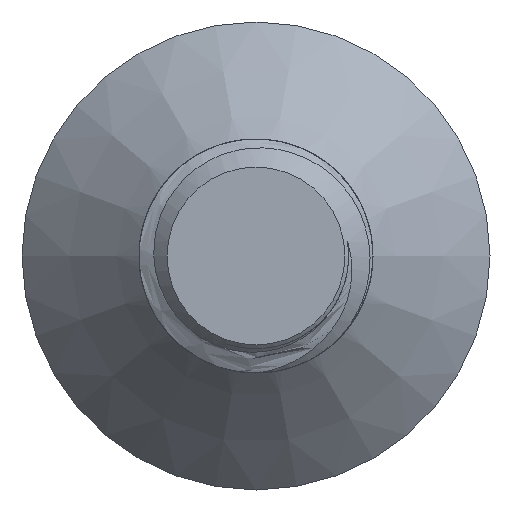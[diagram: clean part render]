
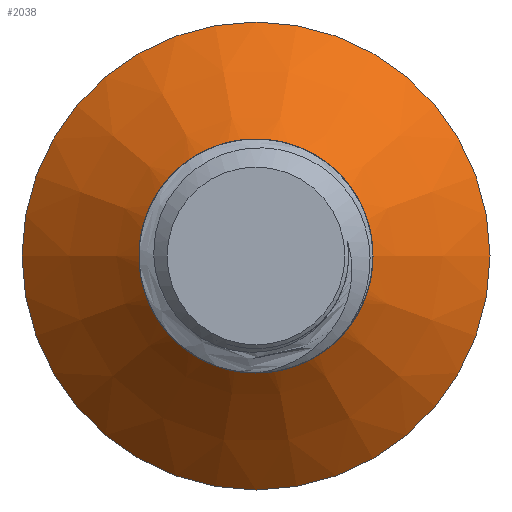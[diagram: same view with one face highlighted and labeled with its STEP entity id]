
A CAD part, left-side view. The second image highlights one B-rep face of the part: STEP entity #2038.
In plain terms, the highlighted conical face has half-angle 45 degrees and reference radius 2.5 mm.
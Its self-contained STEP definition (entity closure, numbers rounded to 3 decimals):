
#38=CONICAL_SURFACE('',#2169,2.5,0.785);
#137=FACE_OUTER_BOUND('',#250,.T.);
#250=EDGE_LOOP('',(#1583,#1584,#1585,#1586,#1587,#1588,#1589,#1590));
#272=CIRCLE('',#2075,2.5);
#275=CIRCLE('',#2170,5.);
#276=CIRCLE('',#2171,1.98);
#468=B_SPLINE_CURVE_WITH_KNOTS('',3,(#9476,#9477,#9478,#9479,#9480,#9481,
#9482,#9483,#9484,#9485,#9486,#9487,#9488,#9489,#9490,#9491),
 .UNSPECIFIED.,.F.,.F.,(4,2,2,2,2,2,2,4),(1.169,1.283,
1.48,1.697,1.939,2.208,2.413,
2.573),.UNSPECIFIED.);
#469=B_SPLINE_CURVE_WITH_KNOTS('',3,(#9493,#9494,#9495,#9496,#9497,#9498,
#9499,#9500,#9501,#9502,#9503,#9504,#9505,#9506),.UNSPECIFIED.,.F.,.F.,
(4,2,2,2,2,2,4),(0.,0.034,0.058,0.103,
0.166,0.213,0.261),.UNSPECIFIED.);
#470=B_SPLINE_CURVE_WITH_KNOTS('',3,(#9509,#9510,#9511,#9512,#9513,#9514,
#9515,#9516,#9517,#9518,#9519,#9520,#9521,#9522,#9523,#9524,#9525,#9526,
#9527,#9528,#9529,#9530,#9531,#9532,#9533,#9534),.UNSPECIFIED.,.F.,.F.,
(4,2,2,2,2,2,2,2,2,2,2,2,4),(0.,0.046,0.09,
0.167,0.254,0.342,0.443,
0.548,0.668,0.8,0.945,
1.105,1.169),.UNSPECIFIED.);
#569=LINE('',#9475,#675);
#675=VECTOR('',#2488,2.5);
#692=VERTEX_POINT('',#2565);
#693=VERTEX_POINT('',#2602);
#879=VERTEX_POINT('',#9472);
#880=VERTEX_POINT('',#9474);
#881=VERTEX_POINT('',#9492);
#882=VERTEX_POINT('',#9507);
#900=EDGE_CURVE('',#693,#692,#272,.T.);
#1176=EDGE_CURVE('',#879,#879,#275,.T.);
#1177=EDGE_CURVE('',#879,#880,#569,.T.);
#1178=EDGE_CURVE('',#880,#693,#468,.T.);
#1179=EDGE_CURVE('',#692,#881,#469,.T.);
#1180=EDGE_CURVE('',#881,#882,#276,.T.);
#1181=EDGE_CURVE('',#882,#880,#470,.T.);
#1583=ORIENTED_EDGE('',*,*,#1176,.F.);
#1584=ORIENTED_EDGE('',*,*,#1177,.T.);
#1585=ORIENTED_EDGE('',*,*,#1178,.T.);
#1586=ORIENTED_EDGE('',*,*,#900,.T.);
#1587=ORIENTED_EDGE('',*,*,#1179,.T.);
#1588=ORIENTED_EDGE('',*,*,#1180,.T.);
#1589=ORIENTED_EDGE('',*,*,#1181,.T.);
#1590=ORIENTED_EDGE('',*,*,#1177,.F.);
#2038=ADVANCED_FACE('',(#137),#38,.T.);
#2075=AXIS2_PLACEMENT_3D('',#2603,#2206,#2207);
#2169=AXIS2_PLACEMENT_3D('',#9471,#2484,#2485);
#2170=AXIS2_PLACEMENT_3D('',#9473,#2486,#2487);
#2171=AXIS2_PLACEMENT_3D('',#9508,#2489,#2490);
#2206=DIRECTION('center_axis',(0.,0.,1.));
#2207=DIRECTION('ref_axis',(0.,-1.,0.));
#2484=DIRECTION('center_axis',(0.,0.,1.));
#2485=DIRECTION('ref_axis',(0.,-1.,0.));
#2486=DIRECTION('center_axis',(0.,0.,1.));
#2487=DIRECTION('ref_axis',(0.,-1.,0.));
#2488=DIRECTION('',(0.,-0.707,-0.707));
#2489=DIRECTION('center_axis',(0.,0.,1.));
#2490=DIRECTION('ref_axis',(1.,0.,0.));
#2565=CARTESIAN_POINT('',(0.,-2.5,-2.8));
#2602=CARTESIAN_POINT('',(-1.768,-1.768,-2.8));
#2603=CARTESIAN_POINT('Origin',(0.,0.,-2.8));
#9471=CARTESIAN_POINT('Origin',(0.,0.,-2.8));
#9472=CARTESIAN_POINT('',(0.,5.,-0.3));
#9473=CARTESIAN_POINT('Origin',(0.,0.,-0.3));
#9474=CARTESIAN_POINT('',(0.,2.31,-2.99));
#9475=CARTESIAN_POINT('',(0.,2.5,-2.8));
#9476=CARTESIAN_POINT('Ctrl Pts',(0.,2.31,
-2.99));
#9477=CARTESIAN_POINT('Ctrl Pts',(-0.199,2.316,-2.984));
#9478=CARTESIAN_POINT('Ctrl Pts',(-0.388,2.297,-2.977));
#9479=CARTESIAN_POINT('Ctrl Pts',(-0.86,2.197,-2.96));
#9480=CARTESIAN_POINT('Ctrl Pts',(-1.144,2.076,-2.949));
#9481=CARTESIAN_POINT('Ctrl Pts',(-1.676,1.713,-2.927));
#9482=CARTESIAN_POINT('Ctrl Pts',(-1.89,1.478,-2.917));
#9483=CARTESIAN_POINT('Ctrl Pts',(-2.217,0.979,-2.897));
#9484=CARTESIAN_POINT('Ctrl Pts',(-2.336,0.686,-2.886));
#9485=CARTESIAN_POINT('Ctrl Pts',(-2.46,0.035,
-2.864));
#9486=CARTESIAN_POINT('Ctrl Pts',(-2.446,-0.29,
-2.854));
#9487=CARTESIAN_POINT('Ctrl Pts',(-2.342,-0.793,
-2.837));
#9488=CARTESIAN_POINT('Ctrl Pts',(-2.268,-1.004,-2.83));
#9489=CARTESIAN_POINT('Ctrl Pts',(-2.088,-1.356,-2.817));
#9490=CARTESIAN_POINT('Ctrl Pts',(-1.966,-1.557,-2.809));
#9491=CARTESIAN_POINT('Ctrl Pts',(-1.768,-1.768,-2.8));
#9492=CARTESIAN_POINT('',(-1.956,0.312,-3.32));
#9493=CARTESIAN_POINT('Ctrl Pts',(0.,-2.5,
-2.8));
#9494=CARTESIAN_POINT('Ctrl Pts',(-0.112,-2.487,
-2.813));
#9495=CARTESIAN_POINT('Ctrl Pts',(-0.318,-2.456,
-2.837));
#9496=CARTESIAN_POINT('Ctrl Pts',(-0.734,-2.3,
-2.892));
#9497=CARTESIAN_POINT('Ctrl Pts',(-0.896,-2.217,
-2.915));
#9498=CARTESIAN_POINT('Ctrl Pts',(-1.34,-1.92,-2.985));
#9499=CARTESIAN_POINT('Ctrl Pts',(-1.531,-1.699,-3.021));
#9500=CARTESIAN_POINT('Ctrl Pts',(-1.796,-1.333,-3.079));
#9501=CARTESIAN_POINT('Ctrl Pts',(-1.909,-1.094,-3.115));
#9502=CARTESIAN_POINT('Ctrl Pts',(-2.026,-0.653,
-3.18));
#9503=CARTESIAN_POINT('Ctrl Pts',(-2.05,-0.459,
-3.208));
#9504=CARTESIAN_POINT('Ctrl Pts',(-2.044,-0.064,
-3.264));
#9505=CARTESIAN_POINT('Ctrl Pts',(-2.015,0.127,-3.291));
#9506=CARTESIAN_POINT('Ctrl Pts',(-1.956,0.312,-3.32));
#9507=CARTESIAN_POINT('',(-1.603,-1.163,-3.32));
#9508=CARTESIAN_POINT('Origin',(0.,0.,-3.32));
#9509=CARTESIAN_POINT('Ctrl Pts',(-1.603,-1.163,-3.32));
#9510=CARTESIAN_POINT('Ctrl Pts',(-1.519,-1.289,-3.313));
#9511=CARTESIAN_POINT('Ctrl Pts',(-1.421,-1.405,-3.308));
#9512=CARTESIAN_POINT('Ctrl Pts',(-1.202,-1.61,-3.296));
#9513=CARTESIAN_POINT('Ctrl Pts',(-1.084,-1.7,-3.29));
#9514=CARTESIAN_POINT('Ctrl Pts',(-0.737,-1.905,
-3.273));
#9515=CARTESIAN_POINT('Ctrl Pts',(-0.496,-1.992,
-3.263));
#9516=CARTESIAN_POINT('Ctrl Pts',(0.039,-2.078,
-3.242));
#9517=CARTESIAN_POINT('Ctrl Pts',(0.317,-2.06,-3.232));
#9518=CARTESIAN_POINT('Ctrl Pts',(0.824,-1.937,-3.211));
#9519=CARTESIAN_POINT('Ctrl Pts',(1.066,-1.828,-3.201));
#9520=CARTESIAN_POINT('Ctrl Pts',(1.527,-1.502,-3.179));
#9521=CARTESIAN_POINT('Ctrl Pts',(1.717,-1.289,-3.169));
#9522=CARTESIAN_POINT('Ctrl Pts',(2.,-0.836,-3.149));
#9523=CARTESIAN_POINT('Ctrl Pts',(2.1,-0.581,-3.138));
#9524=CARTESIAN_POINT('Ctrl Pts',(2.206,-0.005,
-3.117));
#9525=CARTESIAN_POINT('Ctrl Pts',(2.19,0.29,-3.107));
#9526=CARTESIAN_POINT('Ctrl Pts',(2.072,0.832,-3.086));
#9527=CARTESIAN_POINT('Ctrl Pts',(1.955,1.1,-3.075));
#9528=CARTESIAN_POINT('Ctrl Pts',(1.609,1.6,-3.053));
#9529=CARTESIAN_POINT('Ctrl Pts',(1.387,1.8,-3.044));
#9530=CARTESIAN_POINT('Ctrl Pts',(0.911,2.108,-3.023));
#9531=CARTESIAN_POINT('Ctrl Pts',(0.632,2.219,-3.012));
#9532=CARTESIAN_POINT('Ctrl Pts',(0.224,2.294,-2.998));
#9533=CARTESIAN_POINT('Ctrl Pts',(0.11,2.306,-2.994));
#9534=CARTESIAN_POINT('Ctrl Pts',(0.,2.31,
-2.99));
